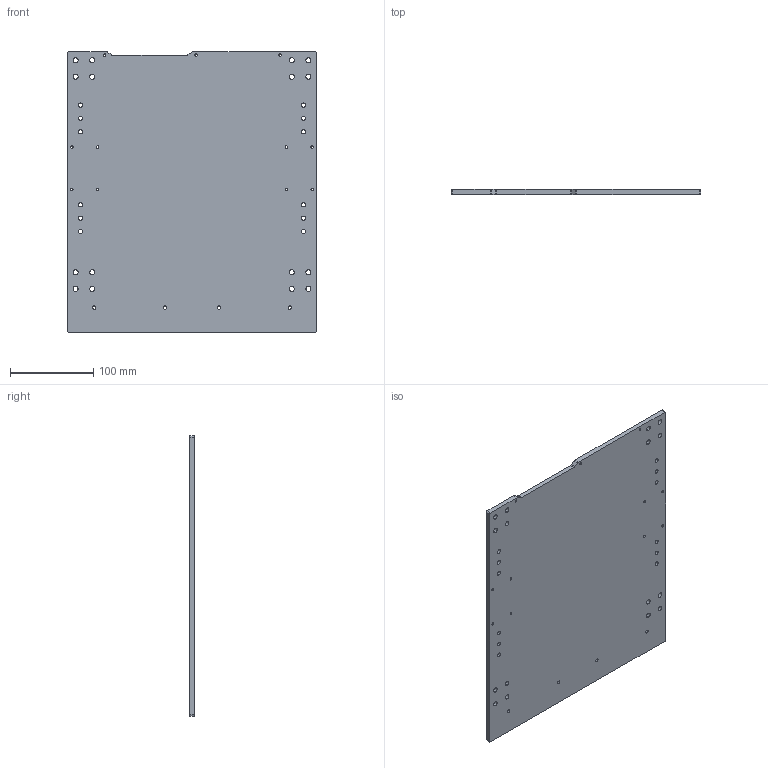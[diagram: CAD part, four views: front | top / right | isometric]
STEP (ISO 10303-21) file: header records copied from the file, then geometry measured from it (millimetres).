
FILE_DESCRIPTION (( 'STEP AP214' ), '1' );
FILE_NAME ('bottomPlate GBtLitchiMII.STEP', '2023-12-19T14:25:39', ( '' ), ( '' ), 'SwSTEP 2.0', 'SolidWorks 2023', '' );
FILE_SCHEMA (( 'AUTOMOTIVE_DESIGN' ));
Length unit declared in the file: millimetre
Products named in the file (1): bottomPlate GBtLitchiMII
Bounding box: 300 x 6 x 337 mm (x, y, z)
Volume: 599381.3 mm3; surface area: 211300.2 mm2
Topology: 1 solids, 1 shells, 104 faces, 306 edges, 204 vertices
Faces by surface type: cylinder 94, plane 10
Entity records: 3773 total; most frequent: DIRECTION 704, CARTESIAN_POINT 615, ORIENTED_EDGE 612, EDGE_CURVE 306, AXIS2_PLACEMENT_3D 293, VERTEX_POINT 204, EDGE_LOOP 190, CIRCLE 188
